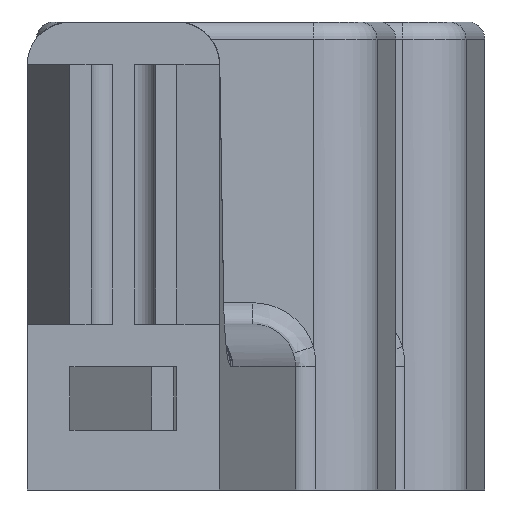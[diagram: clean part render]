
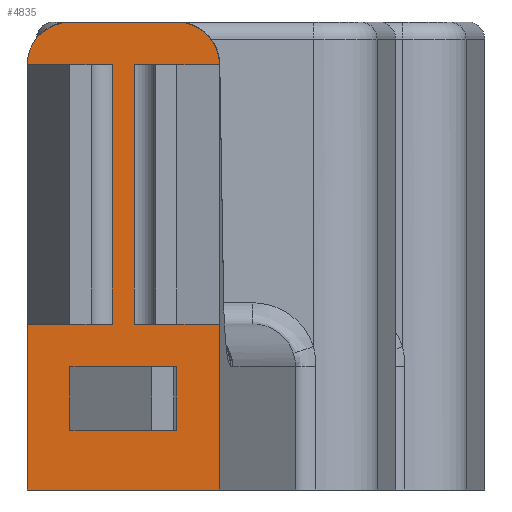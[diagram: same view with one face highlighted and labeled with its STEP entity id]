
A CAD part, front view. The second image highlights one B-rep face of the part: STEP entity #4835.
In plain terms, the highlighted planar face has unit normal (0, -1, 0).
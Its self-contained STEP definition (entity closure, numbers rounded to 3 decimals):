
#44=FACE_BOUND('',#726,.T.);
#45=FACE_BOUND('',#727,.T.);
#46=FACE_BOUND('',#728,.T.);
#86=ELLIPSE('',#4985,2.008,2.);
#88=ELLIPSE('',#4997,2.008,2.);
#196=PLANE('',#5283);
#441=FACE_OUTER_BOUND('',#725,.T.);
#725=EDGE_LOOP('',(#4057,#4058,#4059,#4060,#4061,#4062));
#726=EDGE_LOOP('',(#4063,#4064,#4065,#4066));
#727=EDGE_LOOP('',(#4067,#4068,#4069,#4070));
#728=EDGE_LOOP('',(#4071,#4072,#4073,#4074));
#829=LINE('',#6871,#1304);
#834=LINE('',#6886,#1309);
#841=LINE('',#6901,#1316);
#853=LINE('',#6924,#1328);
#854=LINE('',#6926,#1329);
#868=LINE('',#6955,#1343);
#870=LINE('',#6958,#1345);
#871=LINE('',#6960,#1346);
#901=LINE('',#10798,#1376);
#904=LINE('',#10835,#1379);
#1100=LINE('',#11810,#1575);
#1103=LINE('',#11816,#1578);
#1106=LINE('',#11822,#1581);
#1108=LINE('',#11825,#1583);
#1109=LINE('',#11827,#1584);
#1116=LINE('',#11843,#1591);
#1304=VECTOR('',#5436,10.);
#1309=VECTOR('',#5449,10.);
#1316=VECTOR('',#5460,10.);
#1328=VECTOR('',#5482,10.);
#1329=VECTOR('',#5485,10.);
#1343=VECTOR('',#5509,10.);
#1345=VECTOR('',#5513,10.);
#1346=VECTOR('',#5516,10.);
#1376=VECTOR('',#5612,10.);
#1379=VECTOR('',#5627,10.);
#1575=VECTOR('',#6333,10.);
#1578=VECTOR('',#6340,10.);
#1581=VECTOR('',#6347,10.);
#1583=VECTOR('',#6351,10.);
#1584=VECTOR('',#6354,10.);
#1591=VECTOR('',#6379,10.);
#1972=VERTEX_POINT('',#6864);
#1975=VERTEX_POINT('',#6869);
#1978=VERTEX_POINT('',#6879);
#1981=VERTEX_POINT('',#6884);
#1984=VERTEX_POINT('',#6894);
#1987=VERTEX_POINT('',#6899);
#2002=VERTEX_POINT('',#6952);
#2003=VERTEX_POINT('',#6954);
#2023=VERTEX_POINT('',#7011);
#2024=VERTEX_POINT('',#7012);
#2034=VERTEX_POINT('',#10694);
#2035=VERTEX_POINT('',#10695);
#2041=VERTEX_POINT('',#10796);
#2044=VERTEX_POINT('',#10834);
#2264=VERTEX_POINT('',#11807);
#2265=VERTEX_POINT('',#11809);
#2266=VERTEX_POINT('',#11815);
#2267=VERTEX_POINT('',#11821);
#2426=EDGE_CURVE('',#1975,#1972,#829,.T.);
#2433=EDGE_CURVE('',#1981,#1978,#834,.T.);
#2440=EDGE_CURVE('',#1984,#1987,#841,.T.);
#2452=EDGE_CURVE('',#1987,#1972,#853,.T.);
#2453=EDGE_CURVE('',#1975,#1984,#854,.T.);
#2467=EDGE_CURVE('',#2003,#2002,#868,.T.);
#2469=EDGE_CURVE('',#1981,#2003,#870,.T.);
#2470=EDGE_CURVE('',#2002,#1978,#871,.T.);
#2494=EDGE_CURVE('',#2023,#2024,#86,.T.);
#2511=EDGE_CURVE('',#2034,#2035,#88,.T.);
#2522=EDGE_CURVE('',#2041,#2034,#901,.T.);
#2528=EDGE_CURVE('',#2044,#2024,#904,.T.);
#2877=EDGE_CURVE('',#2265,#2264,#1100,.T.);
#2880=EDGE_CURVE('',#2266,#2265,#1103,.T.);
#2883=EDGE_CURVE('',#2267,#2266,#1106,.T.);
#2885=EDGE_CURVE('',#2264,#2267,#1108,.T.);
#2886=EDGE_CURVE('',#2023,#2035,#1109,.T.);
#2893=EDGE_CURVE('',#2044,#2041,#1116,.T.);
#4057=ORIENTED_EDGE('',*,*,#2511,.F.);
#4058=ORIENTED_EDGE('',*,*,#2522,.F.);
#4059=ORIENTED_EDGE('',*,*,#2893,.F.);
#4060=ORIENTED_EDGE('',*,*,#2528,.T.);
#4061=ORIENTED_EDGE('',*,*,#2494,.F.);
#4062=ORIENTED_EDGE('',*,*,#2886,.T.);
#4063=ORIENTED_EDGE('',*,*,#2453,.T.);
#4064=ORIENTED_EDGE('',*,*,#2440,.T.);
#4065=ORIENTED_EDGE('',*,*,#2452,.T.);
#4066=ORIENTED_EDGE('',*,*,#2426,.F.);
#4067=ORIENTED_EDGE('',*,*,#2469,.T.);
#4068=ORIENTED_EDGE('',*,*,#2467,.T.);
#4069=ORIENTED_EDGE('',*,*,#2470,.T.);
#4070=ORIENTED_EDGE('',*,*,#2433,.F.);
#4071=ORIENTED_EDGE('',*,*,#2883,.T.);
#4072=ORIENTED_EDGE('',*,*,#2880,.T.);
#4073=ORIENTED_EDGE('',*,*,#2877,.T.);
#4074=ORIENTED_EDGE('',*,*,#2885,.T.);
#4835=ADVANCED_FACE('',(#441,#44,#45,#46),#196,.T.);
#4985=AXIS2_PLACEMENT_3D('',#7013,#5563,#5564);
#4997=AXIS2_PLACEMENT_3D('',#10696,#5595,#5596);
#5283=AXIS2_PLACEMENT_3D('',#11854,#6391,#6392);
#5436=DIRECTION('',(0.,0.,-1.));
#5449=DIRECTION('',(0.,0.,1.));
#5460=DIRECTION('',(0.,0.,-1.));
#5482=DIRECTION('',(-1.,0.,0.));
#5485=DIRECTION('',(1.,0.,0.));
#5509=DIRECTION('',(0.,0.,1.));
#5513=DIRECTION('',(-1.,0.,0.));
#5516=DIRECTION('',(1.,0.,0.));
#5563=DIRECTION('center_axis',(0.,1.,0.));
#5564=DIRECTION('ref_axis',(1.,0.,0.));
#5595=DIRECTION('center_axis',(0.,1.,0.));
#5596=DIRECTION('ref_axis',(-1.,0.,0.));
#5612=DIRECTION('',(0.,0.,1.));
#5627=DIRECTION('',(0.,0.,1.));
#6333=DIRECTION('',(1.,0.,0.));
#6340=DIRECTION('',(0.,0.,1.));
#6347=DIRECTION('',(-1.,0.,0.));
#6351=DIRECTION('',(0.,0.,-1.));
#6354=DIRECTION('',(-1.,0.,0.));
#6379=DIRECTION('',(-1.,0.,0.));
#6391=DIRECTION('center_axis',(0.,-1.,0.));
#6392=DIRECTION('ref_axis',(1.,0.,0.));
#6864=CARTESIAN_POINT('',(0.517,0.,7.8));
#6869=CARTESIAN_POINT('',(0.517,0.,20.));
#6871=CARTESIAN_POINT('',(0.517,0.,3.9));
#6879=CARTESIAN_POINT('',(-0.517,0.,20.));
#6884=CARTESIAN_POINT('',(-0.517,0.,7.8));
#6886=CARTESIAN_POINT('',(-0.517,0.,3.9));
#6894=CARTESIAN_POINT('',(3.517,0.,20.));
#6899=CARTESIAN_POINT('',(3.517,0.,7.8));
#6901=CARTESIAN_POINT('',(3.517,0.,3.9));
#6924=CARTESIAN_POINT('',(-0.75,0.,7.8));
#6926=CARTESIAN_POINT('',(-2.259,0.,20.));
#6952=CARTESIAN_POINT('',(-3.517,0.,20.));
#6954=CARTESIAN_POINT('',(-3.517,0.,7.8));
#6955=CARTESIAN_POINT('',(-3.517,0.,3.9));
#6958=CARTESIAN_POINT('',(-3.767,0.,7.8));
#6960=CARTESIAN_POINT('',(-2.259,0.,20.));
#7011=CARTESIAN_POINT('',(2.51,0.,22.));
#7012=CARTESIAN_POINT('',(4.517,0.,20.));
#7013=CARTESIAN_POINT('Origin',(2.51,0.,20.));
#10694=CARTESIAN_POINT('',(-4.517,0.,20.));
#10695=CARTESIAN_POINT('',(-2.51,0.,22.));
#10696=CARTESIAN_POINT('Origin',(-2.51,0.,20.));
#10796=CARTESIAN_POINT('',(-4.517,0.,0.));
#10798=CARTESIAN_POINT('',(-4.517,0.,0.));
#10834=CARTESIAN_POINT('',(4.517,0.,0.));
#10835=CARTESIAN_POINT('',(4.517,0.,0.));
#11807=CARTESIAN_POINT('',(2.51,0.,5.8));
#11809=CARTESIAN_POINT('',(-2.51,0.,5.8));
#11810=CARTESIAN_POINT('',(-3.504,0.,5.8));
#11815=CARTESIAN_POINT('',(-2.51,0.,2.8));
#11816=CARTESIAN_POINT('',(-2.51,0.,1.4));
#11821=CARTESIAN_POINT('',(2.51,0.,2.8));
#11822=CARTESIAN_POINT('',(-1.013,0.,2.8));
#11825=CARTESIAN_POINT('',(2.51,0.,2.9));
#11827=CARTESIAN_POINT('',(-2.149,0.,22.));
#11843=CARTESIAN_POINT('',(4.517,0.,0.));
#11854=CARTESIAN_POINT('Origin',(-4.517,0.,
0.));
